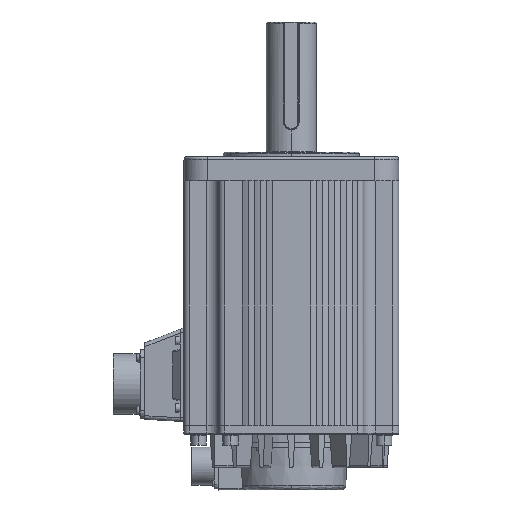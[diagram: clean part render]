
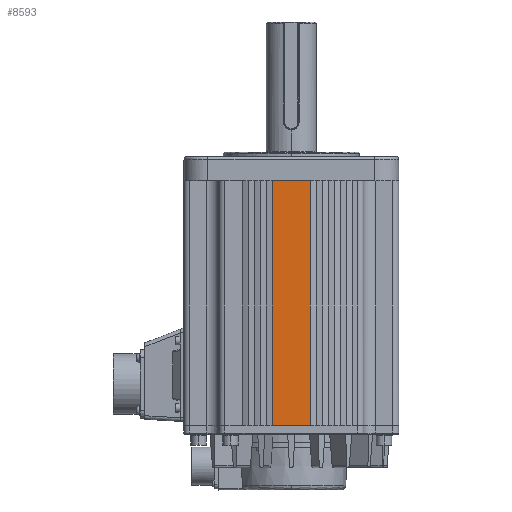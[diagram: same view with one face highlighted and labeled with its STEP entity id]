
A CAD part, left-side view. The second image highlights one B-rep face of the part: STEP entity #8593.
In plain terms, the highlighted planar face has unit normal (-1, 0, 0).
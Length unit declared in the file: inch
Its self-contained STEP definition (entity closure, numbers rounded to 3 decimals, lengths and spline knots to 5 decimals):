
#2435 = CARTESIAN_POINT ( 'NONE',  ( -3.54331, 0.62992, -4.09843 ) ) ;
#3018 = ORIENTED_EDGE ( 'NONE', *, *, #9513, .F. ) ;
#3206 = VERTEX_POINT ( 'NONE', #10705 ) ;
#3228 = CARTESIAN_POINT ( 'NONE',  ( -3.54331, -0.62992, -4.09843 ) ) ;
#4390 = VECTOR ( 'NONE', #11451, 39.37008 ) ;
#4673 = EDGE_CURVE ( 'NONE', #23343, #3206, #14948, .T. ) ;
#5503 = ORIENTED_EDGE ( 'NONE', *, *, #6861, .F. ) ;
#5597 = VERTEX_POINT ( 'NONE', #22273 ) ;
#5843 = LINE ( 'NONE', #6800, #17739 ) ;
#6800 = CARTESIAN_POINT ( 'NONE',  ( -3.54331, 0., 3.98031 ) ) ;
#6861 = EDGE_CURVE ( 'NONE', #5597, #12700, #18619, .T. ) ;
#8542 = EDGE_CURVE ( 'NONE', #5597, #3206, #5843, .T. ) ;
#8572 = CARTESIAN_POINT ( 'NONE',  ( -3.54331, 0., -0.05906 ) ) ;
#8593 = ADVANCED_FACE ( 'NONE', ( #23249 ), #12715, .F. ) ;
#9513 = EDGE_CURVE ( 'NONE', #12700, #23343, #15399, .T. ) ;
#9908 = VECTOR ( 'NONE', #21128, 39.37008 ) ;
#10433 = DIRECTION ( 'NONE',  ( 0., 0., -1. ) ) ;
#10705 = CARTESIAN_POINT ( 'NONE',  ( -3.54331, 0.62992, 3.98031 ) ) ;
#10786 = DIRECTION ( 'NONE',  ( 0., 0., 1. ) ) ;
#11190 = ORIENTED_EDGE ( 'NONE', *, *, #8542, .T. ) ;
#11451 = DIRECTION ( 'NONE',  ( 0., 0., -1. ) ) ;
#12700 = VERTEX_POINT ( 'NONE', #3228 ) ;
#12715 = PLANE ( 'NONE',  #19990 ) ;
#14451 = CARTESIAN_POINT ( 'NONE',  ( -3.54331, -0.62992, -0.05906 ) ) ;
#14948 = LINE ( 'NONE', #16539, #16969 ) ;
#15399 = LINE ( 'NONE', #21049, #9908 ) ;
#16106 = DIRECTION ( 'NONE',  ( 1., 0., 0. ) ) ;
#16140 = EDGE_LOOP ( 'NONE', ( #11190, #17816, #3018, #5503 ) ) ;
#16539 = CARTESIAN_POINT ( 'NONE',  ( -3.54331, 0.62992, -0.05906 ) ) ;
#16969 = VECTOR ( 'NONE', #10786, 39.37008 ) ;
#17739 = VECTOR ( 'NONE', #20078, 39.37008 ) ;
#17816 = ORIENTED_EDGE ( 'NONE', *, *, #4673, .F. ) ;
#18619 = LINE ( 'NONE', #14451, #4390 ) ;
#19990 = AXIS2_PLACEMENT_3D ( 'NONE', #8572, #16106, #10433 ) ;
#20078 = DIRECTION ( 'NONE',  ( 0., 1., 0. ) ) ;
#21049 = CARTESIAN_POINT ( 'NONE',  ( -3.54331, 0., -4.09843 ) ) ;
#21128 = DIRECTION ( 'NONE',  ( 0., 1., 0. ) ) ;
#22273 = CARTESIAN_POINT ( 'NONE',  ( -3.54331, -0.62992, 3.98031 ) ) ;
#23249 = FACE_OUTER_BOUND ( 'NONE', #16140, .T. ) ;
#23343 = VERTEX_POINT ( 'NONE', #2435 ) ;
